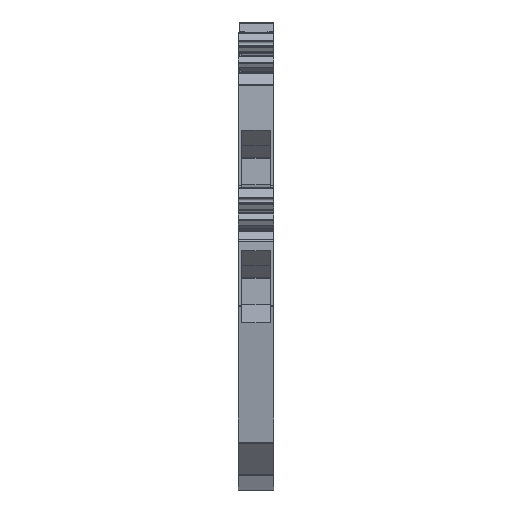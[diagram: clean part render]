
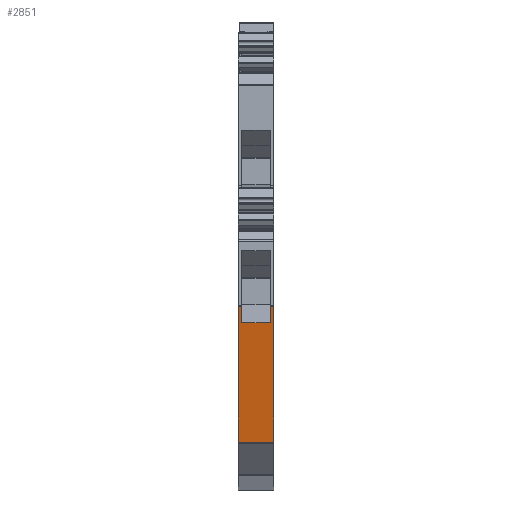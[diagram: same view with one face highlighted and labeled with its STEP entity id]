
A CAD part, front view. The second image highlights one B-rep face of the part: STEP entity #2851.
In plain terms, the highlighted planar face has unit normal (0, -0.985, -0.174).
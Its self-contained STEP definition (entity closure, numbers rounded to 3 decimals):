
#2792=AXIS2_PLACEMENT_3D('Plane Axis2P3D',#2789,#2790,#2791) ;
#2762=CARTESIAN_POINT('Line Origine',(2.55,0.005,26.469)) ;
#2766=CARTESIAN_POINT('Vertex',(4.6,0.005,26.469)) ;
#2768=CARTESIAN_POINT('Vertex',(5.1,0.005,26.469)) ;
#2789=CARTESIAN_POINT('Axis2P3D Location',(0.,0.005,26.469)) ;
#2794=CARTESIAN_POINT('Line Origine',(0.25,0.005,26.469)) ;
#2798=CARTESIAN_POINT('Vertex',(0.,0.005,26.469)) ;
#2800=CARTESIAN_POINT('Vertex',(0.5,0.005,26.469)) ;
#2803=CARTESIAN_POINT('Line Origine',(0.,1.733,16.678)) ;
#2807=CARTESIAN_POINT('Vertex',(0.,3.461,6.888)) ;
#2810=CARTESIAN_POINT('Line Origine',(2.55,3.461,6.888)) ;
#2814=CARTESIAN_POINT('Vertex',(5.1,3.461,6.888)) ;
#2817=CARTESIAN_POINT('Line Origine',(5.1,1.733,16.678)) ;
#2822=CARTESIAN_POINT('Line Origine',(4.6,0.217,25.264)) ;
#2826=CARTESIAN_POINT('Vertex',(4.6,0.43,24.06)) ;
#2829=CARTESIAN_POINT('Line Origine',(2.55,0.43,24.06)) ;
#2833=CARTESIAN_POINT('Vertex',(0.5,0.43,24.06)) ;
#2836=CARTESIAN_POINT('Line Origine',(0.5,0.217,25.264)) ;
#2763=DIRECTION('Vector Direction',(1.,0.,0.)) ;
#2790=DIRECTION('Axis2P3D Direction',(0.,-0.985,-0.174)) ;
#2791=DIRECTION('Axis2P3D XDirection',(0.,0.174,-0.985)) ;
#2795=DIRECTION('Vector Direction',(1.,0.,0.)) ;
#2804=DIRECTION('Vector Direction',(0.,0.174,-0.985)) ;
#2811=DIRECTION('Vector Direction',(1.,0.,0.)) ;
#2818=DIRECTION('Vector Direction',(0.,0.174,-0.985)) ;
#2823=DIRECTION('Vector Direction',(0.,-0.174,0.985)) ;
#2830=DIRECTION('Vector Direction',(1.,0.,0.)) ;
#2837=DIRECTION('Vector Direction',(0.,-0.174,0.985)) ;
#2764=VECTOR('Line Direction',#2763,1.) ;
#2796=VECTOR('Line Direction',#2795,1.) ;
#2805=VECTOR('Line Direction',#2804,1.) ;
#2812=VECTOR('Line Direction',#2811,1.) ;
#2819=VECTOR('Line Direction',#2818,1.) ;
#2824=VECTOR('Line Direction',#2823,1.) ;
#2831=VECTOR('Line Direction',#2830,1.) ;
#2838=VECTOR('Line Direction',#2837,1.) ;
#2842=ORIENTED_EDGE('',*,*,#2802,.F.) ;
#2843=ORIENTED_EDGE('',*,*,#2809,.T.) ;
#2844=ORIENTED_EDGE('',*,*,#2816,.T.) ;
#2845=ORIENTED_EDGE('',*,*,#2821,.F.) ;
#2846=ORIENTED_EDGE('',*,*,#2770,.F.) ;
#2847=ORIENTED_EDGE('',*,*,#2828,.F.) ;
#2848=ORIENTED_EDGE('',*,*,#2835,.F.) ;
#2849=ORIENTED_EDGE('',*,*,#2840,.T.) ;
#2851=ADVANCED_FACE('KLTR',(#2850),#2793,.T.) ;
#2770=EDGE_CURVE('',#2767,#2769,#2765,.T.) ;
#2802=EDGE_CURVE('',#2799,#2801,#2797,.T.) ;
#2809=EDGE_CURVE('',#2799,#2808,#2806,.T.) ;
#2816=EDGE_CURVE('',#2808,#2815,#2813,.T.) ;
#2821=EDGE_CURVE('',#2769,#2815,#2820,.T.) ;
#2828=EDGE_CURVE('',#2827,#2767,#2825,.T.) ;
#2835=EDGE_CURVE('',#2834,#2827,#2832,.T.) ;
#2840=EDGE_CURVE('',#2834,#2801,#2839,.T.) ;
#2841=EDGE_LOOP('',(#2842,#2843,#2844,#2845,#2846,#2847,#2848,#2849)) ;
#2850=FACE_OUTER_BOUND('',#2841,.T.) ;
#2765=LINE('Line',#2762,#2764) ;
#2797=LINE('Line',#2794,#2796) ;
#2806=LINE('Line',#2803,#2805) ;
#2813=LINE('Line',#2810,#2812) ;
#2820=LINE('Line',#2817,#2819) ;
#2825=LINE('Line',#2822,#2824) ;
#2832=LINE('Line',#2829,#2831) ;
#2839=LINE('Line',#2836,#2838) ;
#2793=PLANE('',#2792) ;
#2767=VERTEX_POINT('',#2766) ;
#2769=VERTEX_POINT('',#2768) ;
#2799=VERTEX_POINT('',#2798) ;
#2801=VERTEX_POINT('',#2800) ;
#2808=VERTEX_POINT('',#2807) ;
#2815=VERTEX_POINT('',#2814) ;
#2827=VERTEX_POINT('',#2826) ;
#2834=VERTEX_POINT('',#2833) ;
